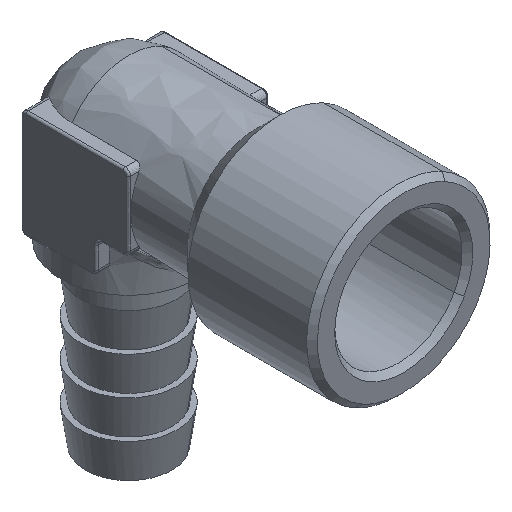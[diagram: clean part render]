
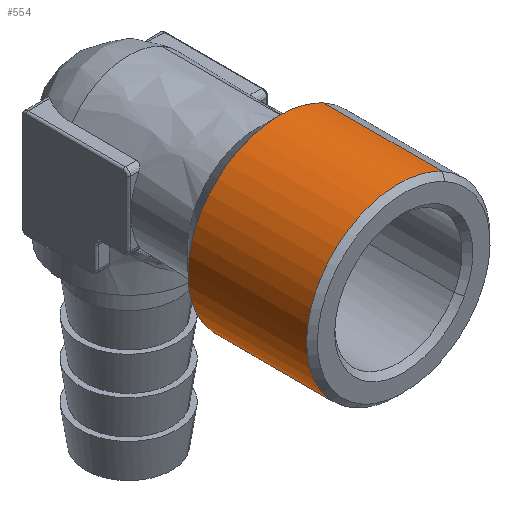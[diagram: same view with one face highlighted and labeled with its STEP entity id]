
A CAD part, isometric view. The second image highlights one B-rep face of the part: STEP entity #554.
In plain terms, the highlighted free-form (B-spline) face has degree [2, 1] with [9, 2] control points.
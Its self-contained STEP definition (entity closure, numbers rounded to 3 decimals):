
#202=B_SPLINE_CURVE_WITH_KNOTS('',1,(#5671,#5672),.UNSPECIFIED.,.F.,.F.,
(2,2),(0.,11.),.UNSPECIFIED.);
#203=B_SPLINE_CURVE_WITH_KNOTS('',1,(#5673,#5674),.UNSPECIFIED.,.F.,.F.,
(2,2),(-11.,0.),.UNSPECIFIED.);
#554=ADVANCED_FACE('',(#655),#2524,.T.);
#655=FACE_OUTER_BOUND('',#757,.T.);
#757=EDGE_LOOP('',(#1100,#1101,#1102,#1103));
#1100=ORIENTED_EDGE('',*,*,#1583,.T.);
#1101=ORIENTED_EDGE('',*,*,#1582,.F.);
#1102=ORIENTED_EDGE('',*,*,#1584,.T.);
#1103=ORIENTED_EDGE('',*,*,#1585,.T.);
#1582=EDGE_CURVE('',#2302,#2303,#1904,.T.);
#1583=EDGE_CURVE('',#2304,#2303,#202,.T.);
#1584=EDGE_CURVE('',#2302,#2305,#203,.T.);
#1585=EDGE_CURVE('',#2305,#2304,#1905,.T.);
#1904=(
BOUNDED_CURVE()
B_SPLINE_CURVE(2,(#5666,#5667,#5668,#5669,#5670),.UNSPECIFIED.,.F.,.F.)
B_SPLINE_CURVE_WITH_KNOTS((3,2,3),(-26.704,-13.352,
0.),.UNSPECIFIED.)
CURVE()
GEOMETRIC_REPRESENTATION_ITEM()
RATIONAL_B_SPLINE_CURVE((1.,0.707,1.,0.707,1.))
REPRESENTATION_ITEM('')
);
#1905=(
BOUNDED_CURVE()
B_SPLINE_CURVE(2,(#5675,#5676,#5677,#5678,#5679),.UNSPECIFIED.,.F.,.F.)
B_SPLINE_CURVE_WITH_KNOTS((3,2,3),(0.,13.352,26.704),
 .UNSPECIFIED.)
CURVE()
GEOMETRIC_REPRESENTATION_ITEM()
RATIONAL_B_SPLINE_CURVE((1.,0.707,1.,0.707,1.))
REPRESENTATION_ITEM('')
);
#2302=VERTEX_POINT('',#5662);
#2303=VERTEX_POINT('',#5663);
#2304=VERTEX_POINT('',#5664);
#2305=VERTEX_POINT('',#5665);
#2524=(
BOUNDED_SURFACE()
B_SPLINE_SURFACE(2,1,((#5644,#5645),(#5646,#5647),(#5648,#5649),(#5650,
#5651),(#5652,#5653),(#5654,#5655),(#5656,#5657),(#5658,#5659),(#5660,#5661)),
 .UNSPECIFIED.,.T.,.F.,.F.)
B_SPLINE_SURFACE_WITH_KNOTS((3,2,2,2,3),(2,2),(0.,1.571,3.142,
4.712,6.283),(0.,13.32),.UNSPECIFIED.)
GEOMETRIC_REPRESENTATION_ITEM()
RATIONAL_B_SPLINE_SURFACE(((1.,1.),(0.707,0.707),
(1.,1.),(0.707,0.707),(1.,1.),(0.707,
0.707),(1.,1.),(0.707,0.707),(1.,1.)))
REPRESENTATION_ITEM('')
SURFACE()
);
#5644=CARTESIAN_POINT('',(0.,-26.16,-8.5));
#5645=CARTESIAN_POINT('',(0.,-12.84,-8.5));
#5646=CARTESIAN_POINT('',(-8.5,-26.16,-8.5));
#5647=CARTESIAN_POINT('',(-8.5,-12.84,-8.5));
#5648=CARTESIAN_POINT('',(-8.5,-26.16,0.));
#5649=CARTESIAN_POINT('',(-8.5,-12.84,0.));
#5650=CARTESIAN_POINT('',(-8.5,-26.16,8.5));
#5651=CARTESIAN_POINT('',(-8.5,-12.84,8.5));
#5652=CARTESIAN_POINT('',(0.,-26.16,8.5));
#5653=CARTESIAN_POINT('',(0.,-12.84,8.5));
#5654=CARTESIAN_POINT('',(8.5,-26.16,8.5));
#5655=CARTESIAN_POINT('',(8.5,-12.84,8.5));
#5656=CARTESIAN_POINT('',(8.5,-26.16,0.));
#5657=CARTESIAN_POINT('',(8.5,-12.84,0.));
#5658=CARTESIAN_POINT('',(8.5,-26.16,-8.5));
#5659=CARTESIAN_POINT('',(8.5,-12.84,-8.5));
#5660=CARTESIAN_POINT('',(0.,-26.16,-8.5));
#5661=CARTESIAN_POINT('',(0.,-12.84,-8.5));
#5662=CARTESIAN_POINT('',(-4.075,-14.,-7.459));
#5663=CARTESIAN_POINT('',(4.075,-14.,7.459));
#5664=CARTESIAN_POINT('',(4.075,-25.,7.459));
#5665=CARTESIAN_POINT('',(-4.075,-25.,-7.459));
#5666=CARTESIAN_POINT('',(-4.075,-14.,-7.459));
#5667=CARTESIAN_POINT('',(-11.535,-14.,-3.384));
#5668=CARTESIAN_POINT('',(-7.459,-14.,4.075));
#5669=CARTESIAN_POINT('',(-3.384,-14.,11.535));
#5670=CARTESIAN_POINT('',(4.075,-14.,7.459));
#5671=CARTESIAN_POINT('',(4.075,-25.,7.459));
#5672=CARTESIAN_POINT('',(4.075,-14.,7.459));
#5673=CARTESIAN_POINT('',(-4.075,-14.,-7.459));
#5674=CARTESIAN_POINT('',(-4.075,-25.,-7.459));
#5675=CARTESIAN_POINT('',(-4.075,-25.,-7.459));
#5676=CARTESIAN_POINT('',(-11.535,-25.,-3.384));
#5677=CARTESIAN_POINT('',(-7.459,-25.,4.075));
#5678=CARTESIAN_POINT('',(-3.384,-25.,11.535));
#5679=CARTESIAN_POINT('',(4.075,-25.,7.459));
